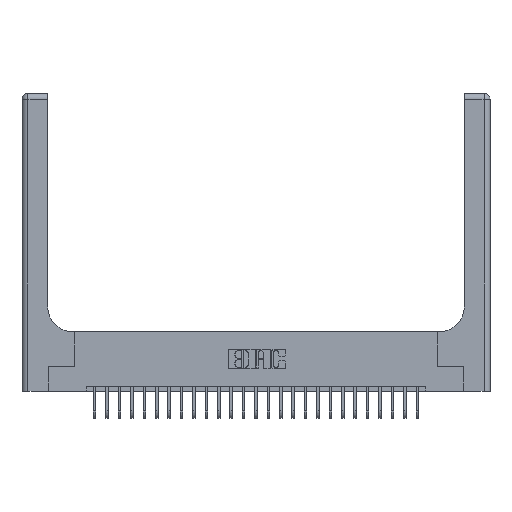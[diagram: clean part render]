
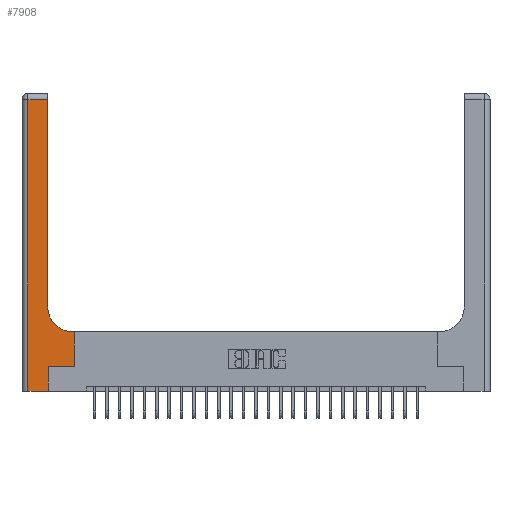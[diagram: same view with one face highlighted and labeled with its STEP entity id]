
A CAD part, top view. The second image highlights one B-rep face of the part: STEP entity #7908.
In plain terms, the highlighted planar face has unit normal (0, 0, 1).
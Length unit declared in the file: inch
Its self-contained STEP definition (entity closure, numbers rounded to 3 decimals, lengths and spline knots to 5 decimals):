
#233 = VERTEX_POINT ( 'NONE', #7248 ) ;
#358 = DIRECTION ( 'NONE',  ( 0., 1., 0. ) ) ;
#597 = EDGE_CURVE ( 'NONE', #21966, #17290, #17179, .T. ) ;
#880 = DIRECTION ( 'NONE',  ( 0., 0., -1. ) ) ;
#1094 = CARTESIAN_POINT ( 'NONE',  ( 0.528, 0.6, 0.37 ) ) ;
#2798 = VECTOR ( 'NONE', #10029, 39.37008 ) ;
#2820 = AXIS2_PLACEMENT_3D ( 'NONE', #7682, #22072, #11955 ) ;
#3132 = ORIENTED_EDGE ( 'NONE', *, *, #15635, .T. ) ;
#3353 = CARTESIAN_POINT ( 'NONE',  ( 0.06, 2.94, 0.37 ) ) ;
#3452 = VERTEX_POINT ( 'NONE', #7948 ) ;
#4124 = ORIENTED_EDGE ( 'NONE', *, *, #16239, .T. ) ;
#5006 = FACE_OUTER_BOUND ( 'NONE', #23217, .T. ) ;
#5057 = VECTOR ( 'NONE', #12593, 39.37008 ) ;
#5519 = LINE ( 'NONE', #19080, #13946 ) ;
#5530 = DIRECTION ( 'NONE',  ( 0., 1., 0. ) ) ;
#5619 = EDGE_CURVE ( 'NONE', #21740, #19472, #11262, .T. ) ;
#5646 = DIRECTION ( 'NONE',  ( -1., 0., 0. ) ) ;
#5671 = ORIENTED_EDGE ( 'NONE', *, *, #22489, .T. ) ;
#5850 = ORIENTED_EDGE ( 'NONE', *, *, #24903, .T. ) ;
#6343 = PLANE ( 'NONE',  #2820 ) ;
#6921 = CIRCLE ( 'NONE', #18251, 0.25 ) ;
#7010 = CARTESIAN_POINT ( 'NONE',  ( 0.265, 0.25, 0.37 ) ) ;
#7248 = CARTESIAN_POINT ( 'NONE',  ( 0.528, 0.25, 0.37 ) ) ;
#7682 = CARTESIAN_POINT ( 'NONE',  ( 0., 3., 0.37 ) ) ;
#7695 = CARTESIAN_POINT ( 'NONE',  ( 0.26, 2.94, 0.37 ) ) ;
#7908 = ADVANCED_FACE ( 'NONE', ( #5006 ), #6343, .F. ) ;
#7948 = CARTESIAN_POINT ( 'NONE',  ( 0.51, 0.6, 0.37 ) ) ;
#8887 = DIRECTION ( 'NONE',  ( 1., 0., 0. ) ) ;
#8984 = VECTOR ( 'NONE', #19012, 39.37008 ) ;
#10029 = DIRECTION ( 'NONE',  ( -1., 0., 0. ) ) ;
#10108 = ORIENTED_EDGE ( 'NONE', *, *, #597, .T. ) ;
#10287 = CARTESIAN_POINT ( 'NONE',  ( 0., 2.94, 0.37 ) ) ;
#10650 = CARTESIAN_POINT ( 'NONE',  ( 0.06, 3., 0.37 ) ) ;
#11262 = LINE ( 'NONE', #10650, #8984 ) ;
#11326 = CARTESIAN_POINT ( 'NONE',  ( 0., 0., 0.37 ) ) ;
#11588 = CARTESIAN_POINT ( 'NONE',  ( 0.265, 0., 0.37 ) ) ;
#11689 = VECTOR ( 'NONE', #5530, 39.37008 ) ;
#11955 = DIRECTION ( 'NONE',  ( -1., 0., 0. ) ) ;
#11976 = CARTESIAN_POINT ( 'NONE',  ( 0.26, 0.6, 0.37 ) ) ;
#12110 = CARTESIAN_POINT ( 'NONE',  ( 0.26, 0.85, 0.37 ) ) ;
#12245 = EDGE_CURVE ( 'NONE', #20457, #233, #16830, .T. ) ;
#12327 = ORIENTED_EDGE ( 'NONE', *, *, #5619, .T. ) ;
#12593 = DIRECTION ( 'NONE',  ( 0., 1., 0. ) ) ;
#13078 = DIRECTION ( 'NONE',  ( 1., 0., 0. ) ) ;
#13522 = ORIENTED_EDGE ( 'NONE', *, *, #12245, .T. ) ;
#13733 = VECTOR ( 'NONE', #13078, 39.37008 ) ;
#13946 = VECTOR ( 'NONE', #358, 39.37008 ) ;
#15237 = LINE ( 'NONE', #11976, #23184 ) ;
#15572 = ORIENTED_EDGE ( 'NONE', *, *, #25454, .T. ) ;
#15635 = EDGE_CURVE ( 'NONE', #17391, #20457, #24975, .T. ) ;
#15872 = VECTOR ( 'NONE', #25690, 39.37008 ) ;
#16239 = EDGE_CURVE ( 'NONE', #233, #24369, #5519, .T. ) ;
#16452 = CARTESIAN_POINT ( 'NONE',  ( 0.265, 0., 0.37 ) ) ;
#16513 = ORIENTED_EDGE ( 'NONE', *, *, #24042, .T. ) ;
#16830 = LINE ( 'NONE', #7010, #15872 ) ;
#17179 = LINE ( 'NONE', #26182, #11689 ) ;
#17290 = VERTEX_POINT ( 'NONE', #7695 ) ;
#17391 = VERTEX_POINT ( 'NONE', #11588 ) ;
#18251 = AXIS2_PLACEMENT_3D ( 'NONE', #23521, #880, #8887 ) ;
#19012 = DIRECTION ( 'NONE',  ( 0., -1., 0. ) ) ;
#19080 = CARTESIAN_POINT ( 'NONE',  ( 0.528, 0.25, 0.37 ) ) ;
#19146 = LINE ( 'NONE', #11326, #13733 ) ;
#19391 = CARTESIAN_POINT ( 'NONE',  ( 0.265, 0.25, 0.37 ) ) ;
#19472 = VERTEX_POINT ( 'NONE', #25994 ) ;
#20457 = VERTEX_POINT ( 'NONE', #19391 ) ;
#21740 = VERTEX_POINT ( 'NONE', #3353 ) ;
#21966 = VERTEX_POINT ( 'NONE', #12110 ) ;
#22072 = DIRECTION ( 'NONE',  ( 0., 0., -1. ) ) ;
#22489 = EDGE_CURVE ( 'NONE', #24369, #3452, #15237, .T. ) ;
#23184 = VECTOR ( 'NONE', #5646, 39.37008 ) ;
#23217 = EDGE_LOOP ( 'NONE', ( #10108, #16513, #12327, #15572, #3132, #13522, #4124, #5671, #5850 ) ) ;
#23521 = CARTESIAN_POINT ( 'NONE',  ( 0.51, 0.85, 0.37 ) ) ;
#24042 = EDGE_CURVE ( 'NONE', #17290, #21740, #24657, .T. ) ;
#24369 = VERTEX_POINT ( 'NONE', #1094 ) ;
#24657 = LINE ( 'NONE', #10287, #2798 ) ;
#24903 = EDGE_CURVE ( 'NONE', #3452, #21966, #6921, .T. ) ;
#24975 = LINE ( 'NONE', #16452, #5057 ) ;
#25454 = EDGE_CURVE ( 'NONE', #19472, #17391, #19146, .T. ) ;
#25690 = DIRECTION ( 'NONE',  ( 1., 0., 0. ) ) ;
#25994 = CARTESIAN_POINT ( 'NONE',  ( 0.06, 0., 0.37 ) ) ;
#26182 = CARTESIAN_POINT ( 'NONE',  ( 0.26, 3., 0.37 ) ) ;
